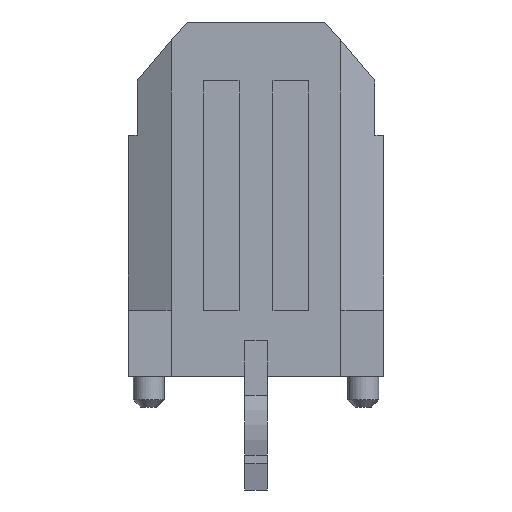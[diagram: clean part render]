
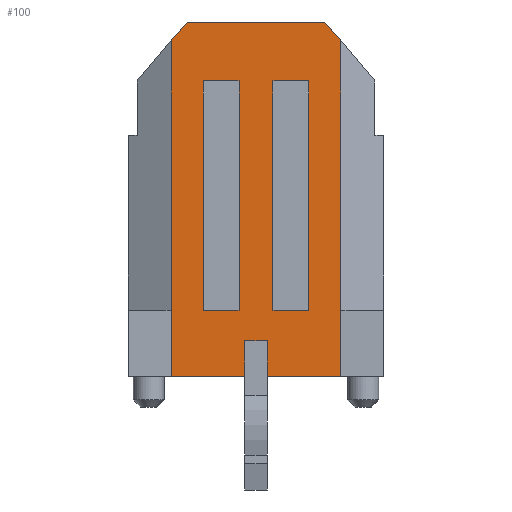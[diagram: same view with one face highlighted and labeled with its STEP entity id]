
A CAD part, front view. The second image highlights one B-rep face of the part: STEP entity #100.
In plain terms, the highlighted planar face has unit normal (0, -1, 0).
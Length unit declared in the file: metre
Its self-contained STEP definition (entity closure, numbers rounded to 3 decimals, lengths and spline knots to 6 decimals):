
#100 = ADVANCED_FACE( '', ( #330, #331, #332 ), #333, .T. );
#330 = FACE_OUTER_BOUND( '', #691, .T. );
#331 = FACE_BOUND( '', #692, .T. );
#332 = FACE_BOUND( '', #693, .T. );
#333 = PLANE( '', #694 );
#691 = EDGE_LOOP( '', ( #1387, #1388, #1389, #1390, #1391, #1392, #1393, #1394, #1395, #1396, #1397, #1398 ) );
#692 = EDGE_LOOP( '', ( #1399, #1400, #1401, #1402 ) );
#693 = EDGE_LOOP( '', ( #1403, #1404, #1405, #1406 ) );
#694 = AXIS2_PLACEMENT_3D( '', #1407, #1408, #1409 );
#1387 = ORIENTED_EDGE( '', *, *, #2624, .T. );
#1388 = ORIENTED_EDGE( '', *, *, #2625, .F. );
#1389 = ORIENTED_EDGE( '', *, *, #2626, .F. );
#1390 = ORIENTED_EDGE( '', *, *, #2627, .F. );
#1391 = ORIENTED_EDGE( '', *, *, #2628, .F. );
#1392 = ORIENTED_EDGE( '', *, *, #2629, .T. );
#1393 = ORIENTED_EDGE( '', *, *, #2630, .F. );
#1394 = ORIENTED_EDGE( '', *, *, #2631, .T. );
#1395 = ORIENTED_EDGE( '', *, *, #2632, .T. );
#1396 = ORIENTED_EDGE( '', *, *, #2633, .T. );
#1397 = ORIENTED_EDGE( '', *, *, #2634, .F. );
#1398 = ORIENTED_EDGE( '', *, *, #2635, .T. );
#1399 = ORIENTED_EDGE( '', *, *, #2386, .F. );
#1400 = ORIENTED_EDGE( '', *, *, #2636, .F. );
#1401 = ORIENTED_EDGE( '', *, *, #2410, .T. );
#1402 = ORIENTED_EDGE( '', *, *, #2503, .T. );
#1403 = ORIENTED_EDGE( '', *, *, #2407, .F. );
#1404 = ORIENTED_EDGE( '', *, *, #2637, .F. );
#1405 = ORIENTED_EDGE( '', *, *, #2550, .T. );
#1406 = ORIENTED_EDGE( '', *, *, #2638, .T. );
#1407 = CARTESIAN_POINT( '', ( -0.003325, -0.00347, 0.00495 ) );
#1408 = DIRECTION( '', ( 0., -1., 0. ) );
#1409 = DIRECTION( '', ( 0., 0., -1. ) );
#2386 = EDGE_CURVE( '', #2847, #2843, #2849, .T. );
#2407 = EDGE_CURVE( '', #2888, #2884, #2890, .T. );
#2410 = EDGE_CURVE( '', #2891, #2893, #2895, .T. );
#2503 = EDGE_CURVE( '', #2893, #2843, #3077, .T. );
#2550 = EDGE_CURVE( '', #3154, #3159, #3161, .T. );
#2624 = EDGE_CURVE( '', #3288, #3289, #3290, .T. );
#2625 = EDGE_CURVE( '', #3291, #3289, #3292, .T. );
#2626 = EDGE_CURVE( '', #3293, #3291, #3294, .T. );
#2627 = EDGE_CURVE( '', #3270, #3293, #3295, .T. );
#2628 = EDGE_CURVE( '', #3296, #3270, #3297, .T. );
#2629 = EDGE_CURVE( '', #3296, #3298, #3299, .T. );
#2630 = EDGE_CURVE( '', #3300, #3298, #3301, .T. );
#2631 = EDGE_CURVE( '', #3300, #3302, #3303, .T. );
#2632 = EDGE_CURVE( '', #3302, #3304, #3305, .T. );
#2633 = EDGE_CURVE( '', #3304, #3306, #3307, .T. );
#2634 = EDGE_CURVE( '', #3308, #3306, #3309, .T. );
#2635 = EDGE_CURVE( '', #3308, #3288, #3310, .T. );
#2636 = EDGE_CURVE( '', #2891, #2847, #3311, .T. );
#2637 = EDGE_CURVE( '', #3154, #2888, #3312, .T. );
#2638 = EDGE_CURVE( '', #3159, #2884, #3313, .T. );
#2843 = VERTEX_POINT( '', #3602 );
#2847 = VERTEX_POINT( '', #3608 );
#2849 = LINE( '', #3611, #3612 );
#2884 = VERTEX_POINT( '', #3664 );
#2888 = VERTEX_POINT( '', #3670 );
#2890 = LINE( '', #3673, #3674 );
#2891 = VERTEX_POINT( '', #3675 );
#2893 = VERTEX_POINT( '', #3678 );
#2895 = LINE( '', #3681, #3682 );
#3077 = LINE( '', #3951, #3952 );
#3154 = VERTEX_POINT( '', #4072 );
#3159 = VERTEX_POINT( '', #4079 );
#3161 = LINE( '', #4082, #4083 );
#3270 = VERTEX_POINT( '', #4251 );
#3288 = VERTEX_POINT( '', #4280 );
#3289 = VERTEX_POINT( '', #4281 );
#3290 = LINE( '', #4282, #4283 );
#3291 = VERTEX_POINT( '', #4284 );
#3292 = LINE( '', #4285, #4286 );
#3293 = VERTEX_POINT( '', #4287 );
#3294 = LINE( '', #4288, #4289 );
#3295 = LINE( '', #4290, #4291 );
#3296 = VERTEX_POINT( '', #4292 );
#3297 = LINE( '', #4293, #4294 );
#3298 = VERTEX_POINT( '', #4295 );
#3299 = LINE( '', #4296, #4297 );
#3300 = VERTEX_POINT( '', #4298 );
#3301 = LINE( '', #4299, #4300 );
#3302 = VERTEX_POINT( '', #4301 );
#3303 = LINE( '', #4302, #4303 );
#3304 = VERTEX_POINT( '', #4304 );
#3305 = LINE( '', #4305, #4306 );
#3306 = VERTEX_POINT( '', #4307 );
#3307 = LINE( '', #4308, #4309 );
#3308 = VERTEX_POINT( '', #4310 );
#3309 = LINE( '', #4311, #4312 );
#3310 = LINE( '', #4313, #4314 );
#3311 = LINE( '', #4315, #4316 );
#3312 = LINE( '', #4317, #4318 );
#3313 = LINE( '', #4319, #4320 );
#3602 = CARTESIAN_POINT( '', ( 0.001475, -0.00347, 0.0033 ) );
#3608 = CARTESIAN_POINT( '', ( 0.001475, -0.00347, -0.00311 ) );
#3611 = CARTESIAN_POINT( '', ( 0.001475, -0.00347, -0.00311 ) );
#3612 = VECTOR( '', #4806, 1. );
#3664 = CARTESIAN_POINT( '', ( -0.000475, -0.00347, 0.0033 ) );
#3670 = CARTESIAN_POINT( '', ( -0.000475, -0.00347, -0.00311 ) );
#3673 = CARTESIAN_POINT( '', ( -0.000475, -0.00347, -0.00311 ) );
#3674 = VECTOR( '', #4827, 1. );
#3675 = CARTESIAN_POINT( '', ( 0.000475, -0.00347, -0.00311 ) );
#3678 = CARTESIAN_POINT( '', ( 0.000475, -0.00347, 0.0033 ) );
#3681 = CARTESIAN_POINT( '', ( 0.000475, -0.00347, -0.00311 ) );
#3682 = VECTOR( '', #4830, 1. );
#3951 = CARTESIAN_POINT( '', ( 0.000475, -0.00347, 0.0033 ) );
#3952 = VECTOR( '', #4933, 1. );
#4072 = CARTESIAN_POINT( '', ( -0.001475, -0.00347, -0.00311 ) );
#4079 = CARTESIAN_POINT( '', ( -0.001475, -0.00347, 0.0033 ) );
#4082 = CARTESIAN_POINT( '', ( -0.001475, -0.00347, -0.00311 ) );
#4083 = VECTOR( '', #4980, 1. );
#4251 = CARTESIAN_POINT( '', ( 0.002375, -0.00347, -0.00311 ) );
#4280 = CARTESIAN_POINT( '', ( -0.00032, -0.00347, -0.00396 ) );
#4281 = CARTESIAN_POINT( '', ( 0.00032, -0.00347, -0.00396 ) );
#4282 = CARTESIAN_POINT( '', ( -0.00032, -0.00347, -0.00396 ) );
#4283 = VECTOR( '', #5060, 1. );
#4284 = CARTESIAN_POINT( '', ( 0.00032, -0.00347, -0.00496 ) );
#4285 = CARTESIAN_POINT( '', ( 0.00032, -0.00347, -0.00496 ) );
#4286 = VECTOR( '', #5061, 1. );
#4287 = CARTESIAN_POINT( '', ( 0.002375, -0.00347, -0.00496 ) );
#4288 = CARTESIAN_POINT( '', ( 0.002375, -0.00347, -0.00496 ) );
#4289 = VECTOR( '', #5062, 1. );
#4290 = CARTESIAN_POINT( '', ( 0.002375, -0.00347, -0.00311 ) );
#4291 = VECTOR( '', #5063, 1. );
#4292 = CARTESIAN_POINT( '', ( 0.002375, -0.00347, 0.00442 ) );
#4293 = CARTESIAN_POINT( '', ( 0.002375, -0.00347, 0.00442 ) );
#4294 = VECTOR( '', #5064, 1. );
#4295 = CARTESIAN_POINT( '', ( 0.001925, -0.00347, 0.00495 ) );
#4296 = CARTESIAN_POINT( '', ( 0.002375, -0.00347, 0.00442 ) );
#4297 = VECTOR( '', #5065, 1. );
#4298 = CARTESIAN_POINT( '', ( -0.001925, -0.00347, 0.00495 ) );
#4299 = CARTESIAN_POINT( '', ( -0.001925, -0.00347, 0.00495 ) );
#4300 = VECTOR( '', #5066, 1. );
#4301 = CARTESIAN_POINT( '', ( -0.002375, -0.00347, 0.00442 ) );
#4302 = CARTESIAN_POINT( '', ( -0.001925, -0.00347, 0.00495 ) );
#4303 = VECTOR( '', #5067, 1. );
#4304 = CARTESIAN_POINT( '', ( -0.002375, -0.00347, -0.00311 ) );
#4305 = CARTESIAN_POINT( '', ( -0.002375, -0.00347, 0.00442 ) );
#4306 = VECTOR( '', #5068, 1. );
#4307 = CARTESIAN_POINT( '', ( -0.002375, -0.00347, -0.00496 ) );
#4308 = CARTESIAN_POINT( '', ( -0.002375, -0.00347, -0.00311 ) );
#4309 = VECTOR( '', #5069, 1. );
#4310 = CARTESIAN_POINT( '', ( -0.00032, -0.00347, -0.00496 ) );
#4311 = CARTESIAN_POINT( '', ( -0.00032, -0.00347, -0.00496 ) );
#4312 = VECTOR( '', #5070, 1. );
#4313 = CARTESIAN_POINT( '', ( -0.00032, -0.00347, -0.00496 ) );
#4314 = VECTOR( '', #5071, 1. );
#4315 = CARTESIAN_POINT( '', ( 0.000475, -0.00347, -0.00311 ) );
#4316 = VECTOR( '', #5072, 1. );
#4317 = CARTESIAN_POINT( '', ( -0.001475, -0.00347, -0.00311 ) );
#4318 = VECTOR( '', #5073, 1. );
#4319 = CARTESIAN_POINT( '', ( -0.001475, -0.00347, 0.0033 ) );
#4320 = VECTOR( '', #5074, 1. );
#4806 = DIRECTION( '', ( 0., 0., 1. ) );
#4827 = DIRECTION( '', ( 0., 0., 1. ) );
#4830 = DIRECTION( '', ( 0., 0., 1. ) );
#4933 = DIRECTION( '', ( 1., 0., 0. ) );
#4980 = DIRECTION( '', ( 0., 0., 1. ) );
#5060 = DIRECTION( '', ( 1., 0., 0. ) );
#5061 = DIRECTION( '', ( 0., 0., 1. ) );
#5062 = DIRECTION( '', ( -1., 0., 0. ) );
#5063 = DIRECTION( '', ( 0., 0., -1. ) );
#5064 = DIRECTION( '', ( 0., 0., -1. ) );
#5065 = DIRECTION( '', ( -0.647, 0., 0.763 ) );
#5066 = DIRECTION( '', ( 1., 0., 0. ) );
#5067 = DIRECTION( '', ( -0.647, 0., -0.763 ) );
#5068 = DIRECTION( '', ( 0., 0., -1. ) );
#5069 = DIRECTION( '', ( 0., 0., -1. ) );
#5070 = DIRECTION( '', ( -1., 0., 0. ) );
#5071 = DIRECTION( '', ( 0., 0., 1. ) );
#5072 = DIRECTION( '', ( 1., 0., 0. ) );
#5073 = DIRECTION( '', ( 1., 0., 0. ) );
#5074 = DIRECTION( '', ( 1., 0., 0. ) );
